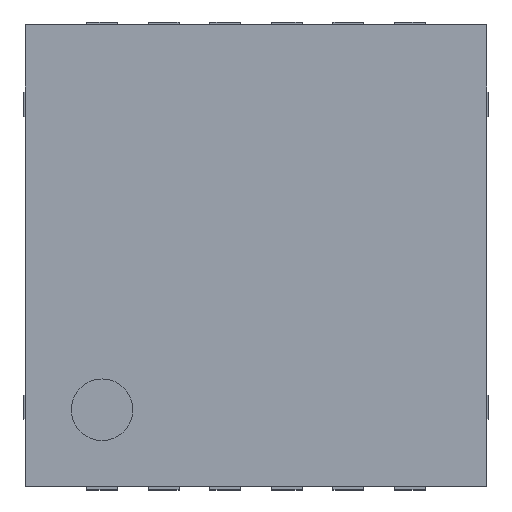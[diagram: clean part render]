
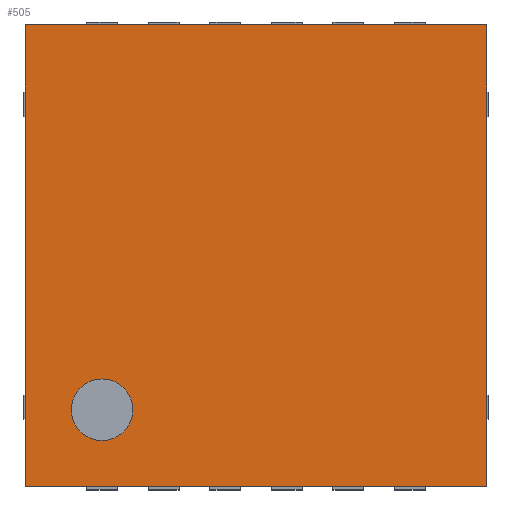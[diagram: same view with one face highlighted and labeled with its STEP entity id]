
A CAD part, top view. The second image highlights one B-rep face of the part: STEP entity #505.
In plain terms, the highlighted planar face has unit normal (0, 0, 1).
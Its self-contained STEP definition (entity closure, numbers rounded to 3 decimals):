
#417 = CARTESIAN_POINT ( 'NONE',  ( -1.5, -1.5, 0.81 ) ) ;
#421 = PLANE ( 'NONE',  #1282 ) ;
#429 = DIRECTION ( 'NONE',  ( 0., 0., 1. ) ) ;
#430 = DIRECTION ( 'NONE',  ( 1., 0., 0. ) ) ;
#505 = ADVANCED_FACE ( 'NONE', ( #2598, #1902 ), #421, .T. ) ;
#607 = VERTEX_POINT ( 'NONE', #3972 ) ;
#608 = VERTEX_POINT ( 'NONE', #3973 ) ;
#615 = VERTEX_POINT ( 'NONE', #3980 ) ;
#616 = VERTEX_POINT ( 'NONE', #3981 ) ;
#622 = VERTEX_POINT ( 'NONE', #3987 ) ;
#624 = VERTEX_POINT ( 'NONE', #3989 ) ;
#759 = AXIS2_PLACEMENT_3D ( 'NONE', #4070, #4071, #4072 ) ;
#967 = AXIS2_PLACEMENT_3D ( 'NONE', #2746, #2750, #2751 ) ;
#1081 = EDGE_CURVE ( 'NONE', #607, #608, #4457, .T. ) ;
#1087 = EDGE_CURVE ( 'NONE', #616, #615, #4466, .T. ) ;
#1092 = EDGE_CURVE ( 'NONE', #615, #622, #4476, .T. ) ;
#1093 = EDGE_CURVE ( 'NONE', #624, #616, #4478, .T. ) ;
#1094 = EDGE_CURVE ( 'NONE', #622, #624, #4480, .T. ) ;
#1111 = EDGE_CURVE ( 'NONE', #608, #607, #4516, .T. ) ;
#1282 = AXIS2_PLACEMENT_3D ( 'NONE', #417, #429, #430 ) ;
#1612 = ORIENTED_EDGE ( 'NONE', *, *, #1094, .T. ) ;
#1613 = ORIENTED_EDGE ( 'NONE', *, *, #1093, .T. ) ;
#1902 = FACE_OUTER_BOUND ( 'NONE', #4269, .T. ) ;
#2583 = ORIENTED_EDGE ( 'NONE', *, *, #1087, .T. ) ;
#2598 = FACE_BOUND ( 'NONE', #4271, .T. ) ;
#2712 = CARTESIAN_POINT ( 'NONE',  ( -1.5, -1.5, 0.81 ) ) ;
#2713 = DIRECTION ( 'NONE',  ( 1., 0., 0. ) ) ;
#2714 = CARTESIAN_POINT ( 'NONE',  ( -1.5, 1.5, 0.81 ) ) ;
#2715 = DIRECTION ( 'NONE',  ( -1., 0., 0. ) ) ;
#2716 = CARTESIAN_POINT ( 'NONE',  ( 1.5, 1.5, 0.81 ) ) ;
#2717 = DIRECTION ( 'NONE',  ( 0., 1., 0. ) ) ;
#2746 = CARTESIAN_POINT ( 'NONE',  ( -1., -1., 0.81 ) ) ;
#2750 = DIRECTION ( 'NONE',  ( 0., 0., 1. ) ) ;
#2751 = DIRECTION ( 'NONE',  ( 1., 0., 0. ) ) ;
#3972 = CARTESIAN_POINT ( 'NONE',  ( -1.2, -1., 0.81 ) ) ;
#3973 = CARTESIAN_POINT ( 'NONE',  ( -0.8, -1., 0.81 ) ) ;
#3980 = CARTESIAN_POINT ( 'NONE',  ( -1.5, -1.5, 0.81 ) ) ;
#3981 = CARTESIAN_POINT ( 'NONE',  ( -1.5, 1.5, 0.81 ) ) ;
#3987 = CARTESIAN_POINT ( 'NONE',  ( 1.5, -1.5, 0.81 ) ) ;
#3989 = CARTESIAN_POINT ( 'NONE',  ( 1.5, 1.5, 0.81 ) ) ;
#4070 = CARTESIAN_POINT ( 'NONE',  ( -1., -1., 0.81 ) ) ;
#4071 = DIRECTION ( 'NONE',  ( 0., 0., 1. ) ) ;
#4072 = DIRECTION ( 'NONE',  ( 1., 0., 0. ) ) ;
#4083 = CARTESIAN_POINT ( 'NONE',  ( -1.5, 1.5, 0.81 ) ) ;
#4084 = DIRECTION ( 'NONE',  ( 0., -1., 0. ) ) ;
#4179 = ORIENTED_EDGE ( 'NONE', *, *, #1081, .F. ) ;
#4180 = ORIENTED_EDGE ( 'NONE', *, *, #1111, .F. ) ;
#4269 = EDGE_LOOP ( 'NONE', ( #2583, #4322, #1612, #1613 ) ) ;
#4271 = EDGE_LOOP ( 'NONE', ( #4180, #4179 ) ) ;
#4322 = ORIENTED_EDGE ( 'NONE', *, *, #1092, .T. ) ;
#4457 = CIRCLE ( 'NONE', #759, 0.2 ) ;
#4466 = LINE ( 'NONE', #4083, #4467 ) ;
#4467 = VECTOR ( 'NONE', #4084, 1000. ) ;
#4476 = LINE ( 'NONE', #2712, #4477 ) ;
#4477 = VECTOR ( 'NONE', #2713, 1000. ) ;
#4478 = LINE ( 'NONE', #2714, #4479 ) ;
#4479 = VECTOR ( 'NONE', #2715, 1000. ) ;
#4480 = LINE ( 'NONE', #2716, #4481 ) ;
#4481 = VECTOR ( 'NONE', #2717, 1000. ) ;
#4516 = CIRCLE ( 'NONE', #967, 0.2 ) ;
